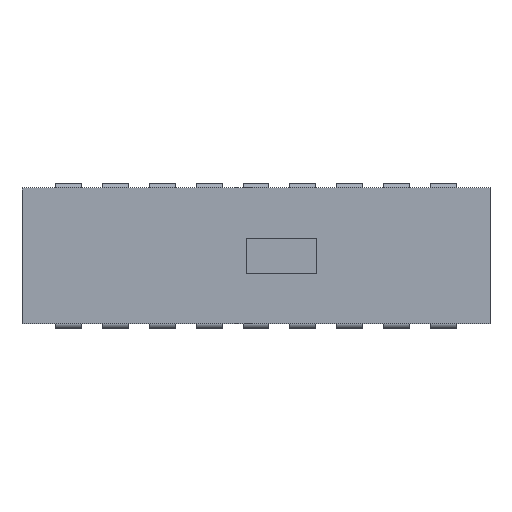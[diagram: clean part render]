
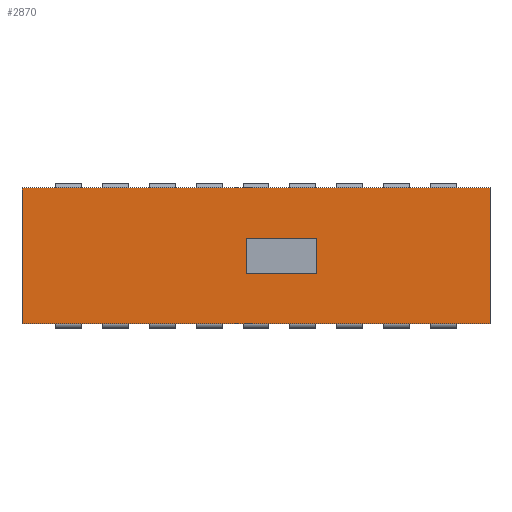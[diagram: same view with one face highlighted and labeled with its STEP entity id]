
A CAD part, top view. The second image highlights one B-rep face of the part: STEP entity #2870.
In plain terms, the highlighted planar face has unit normal (0, 0, 1).
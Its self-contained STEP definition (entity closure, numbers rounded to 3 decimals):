
#2=DIRECTION('',(0.,-1.,0.));
#3=VECTOR('',#2,7.36);
#4=CARTESIAN_POINT('',(-12.7,3.68,0.));
#5=LINE('',#4,#3);
#18=DIRECTION('',(1.,0.,0.));
#19=VECTOR('',#18,25.4);
#20=CARTESIAN_POINT('',(-12.7,3.68,0.));
#21=LINE('',#20,#19);
#22=DIRECTION('',(1.,0.,0.));
#23=VECTOR('',#22,3.81);
#24=CARTESIAN_POINT('',(-0.508,-0.953,0.));
#25=LINE('',#24,#23);
#26=DIRECTION('',(0.,1.,0.));
#27=VECTOR('',#26,1.905);
#28=CARTESIAN_POINT('',(3.302,-0.953,0.));
#29=LINE('',#28,#27);
#30=DIRECTION('',(1.,0.,0.));
#31=VECTOR('',#30,3.81);
#32=CARTESIAN_POINT('',(-0.508,0.953,0.));
#33=LINE('',#32,#31);
#34=DIRECTION('',(0.,1.,0.));
#35=VECTOR('',#34,1.905);
#36=CARTESIAN_POINT('',(-0.508,-0.953,0.));
#37=LINE('',#36,#35);
#348=DIRECTION('',(1.,0.,0.));
#349=VECTOR('',#348,25.4);
#350=CARTESIAN_POINT('',(-12.7,-3.68,0.));
#351=LINE('',#350,#349);
#598=DIRECTION('',(0.,-1.,0.));
#599=VECTOR('',#598,7.36);
#600=CARTESIAN_POINT('',(12.7,3.68,0.));
#601=LINE('',#600,#599);
#2150=CARTESIAN_POINT('',(-12.7,3.68,0.));
#2151=CARTESIAN_POINT('',(-12.7,-3.68,0.));
#2152=VERTEX_POINT('',#2150);
#2153=VERTEX_POINT('',#2151);
#2158=CARTESIAN_POINT('',(12.7,3.68,0.));
#2159=CARTESIAN_POINT('',(12.7,-3.68,0.));
#2160=VERTEX_POINT('',#2158);
#2161=VERTEX_POINT('',#2159);
#2174=CARTESIAN_POINT('',(-0.508,-0.953,0.));
#2175=VERTEX_POINT('',#2174);
#2176=CARTESIAN_POINT('',(3.302,-0.953,0.));
#2177=VERTEX_POINT('',#2176);
#2178=CARTESIAN_POINT('',(-0.508,0.953,0.));
#2179=VERTEX_POINT('',#2178);
#2180=CARTESIAN_POINT('',(3.302,0.953,0.));
#2181=VERTEX_POINT('',#2180);
#2846=CARTESIAN_POINT('',(-12.7,3.68,0.));
#2847=DIRECTION('',(0.,0.,1.));
#2848=DIRECTION('',(0.,-1.,0.));
#2849=AXIS2_PLACEMENT_3D('',#2846,#2847,#2848);
#2850=PLANE('',#2849);
#2851=ORIENTED_EDGE('',*,*,#2835,.F.);
#2853=ORIENTED_EDGE('',*,*,#2852,.T.);
#2855=ORIENTED_EDGE('',*,*,#2854,.T.);
#2857=ORIENTED_EDGE('',*,*,#2856,.F.);
#2858=EDGE_LOOP('',(#2851,#2853,#2855,#2857));
#2859=FACE_OUTER_BOUND('',#2858,.F.);
#2861=ORIENTED_EDGE('',*,*,#2860,.T.);
#2863=ORIENTED_EDGE('',*,*,#2862,.T.);
#2865=ORIENTED_EDGE('',*,*,#2864,.F.);
#2867=ORIENTED_EDGE('',*,*,#2866,.F.);
#2868=EDGE_LOOP('',(#2861,#2863,#2865,#2867));
#2869=FACE_BOUND('',#2868,.F.);
#2835=EDGE_CURVE('',#2152,#2153,#5,.T.);
#2852=EDGE_CURVE('',#2152,#2160,#21,.T.);
#2854=EDGE_CURVE('',#2160,#2161,#601,.T.);
#2856=EDGE_CURVE('',#2153,#2161,#351,.T.);
#2860=EDGE_CURVE('',#2175,#2177,#25,.T.);
#2862=EDGE_CURVE('',#2177,#2181,#29,.T.);
#2864=EDGE_CURVE('',#2179,#2181,#33,.T.);
#2866=EDGE_CURVE('',#2175,#2179,#37,.T.);
#2870=ADVANCED_FACE('',(#2859,#2869),#2850,.T.);
